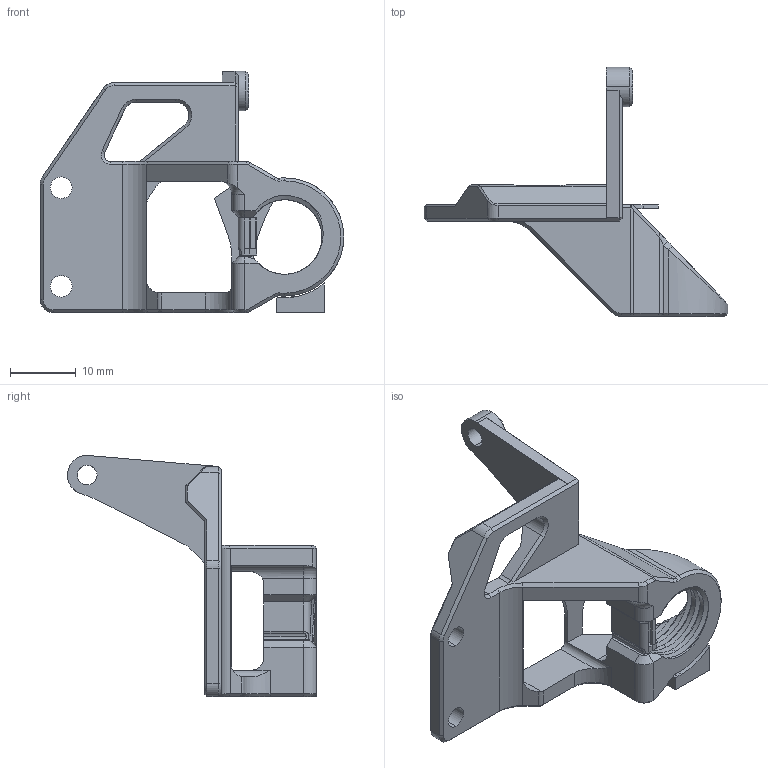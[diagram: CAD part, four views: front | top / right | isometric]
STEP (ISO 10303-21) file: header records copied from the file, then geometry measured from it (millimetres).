
FILE_DESCRIPTION (( 'STEP AP214' ), '1' );
FILE_NAME ('12X1.75.STEP', '2024-08-23T06:57:03', ( 'Windows User' ), ( 'P R C' ), 'SwSTEP 2.0', 'SolidWorks 2024', '' );
FILE_SCHEMA (( 'AUTOMOTIVE_DESIGN' ));
Length unit declared in the file: millimetre
Products named in the file (1): 12X1.75
Bounding box: 46.2 x 37.89 x 36.7 mm (x, y, z)
Volume: 4623.7 mm3; surface area: 4594.2 mm2
Topology: 3 solids, 3 shells, 277 faces, 745 edges, 473 vertices
Faces by surface type: plane 115, cylinder 88, bspline 39, cone 34, torus 1
Entity records: 19124 total; most frequent: CARTESIAN_POINT 12721, ORIENTED_EDGE 1490, DIRECTION 1119, EDGE_CURVE 745, VERTEX_POINT 473, LINE 391, VECTOR 391, AXIS2_PLACEMENT_3D 364
